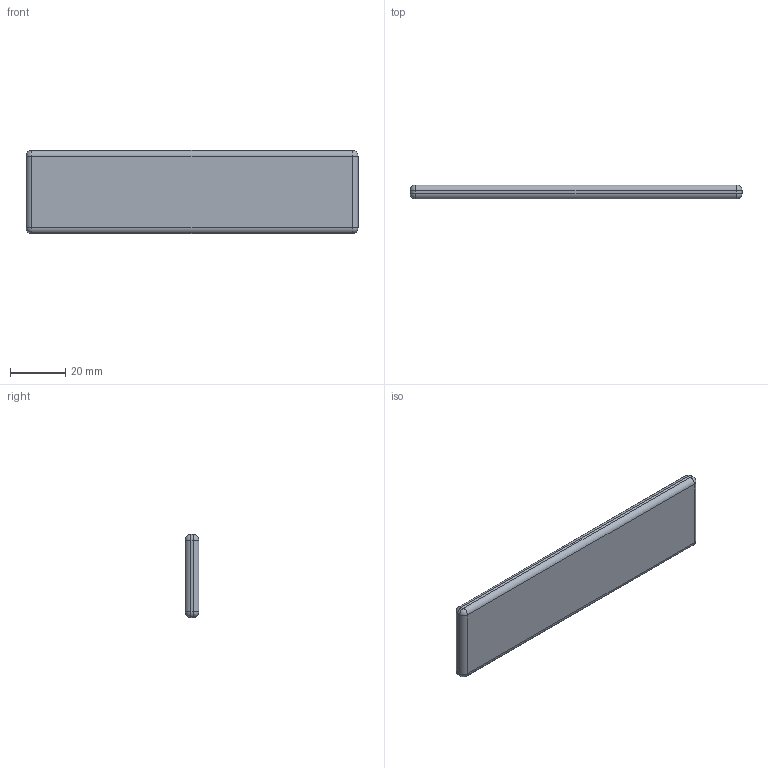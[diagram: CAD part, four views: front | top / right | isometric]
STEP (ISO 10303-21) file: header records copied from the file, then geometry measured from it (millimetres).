
FILE_DESCRIPTION ('Design a simple wave-shaped bookmark for 3D printing. Dimensions: 120mm length, 30mm width, 5mm thickness, with a gradual curve mimicking a gentle beach wave. Material: PLA plastic. Ensure smooth, rounded edges for safety and ease of use. Print in an upright position for strength.','2;1');
FILE_NAME('KittyCAD Text to CAD model','2024-01-21T03:42:27',('Author'),('KittyCAD'),'KittyCAD Text to CAD','text-to-cad.kittycad.io','Unknown');
FILE_SCHEMA(('AUTOMOTIVE_DESIGN { 1 0 10303 214 1 1 1 1 }'));
Length unit declared in the file: millimetre
Products named in the file (1): KittyCAD Text to CAD
Bounding box: 120 x 5 x 30 mm (x, y, z)
Volume: 17478.5 mm3; surface area: 8163.3 mm2
Topology: 1 solids, 1 shells, 26 faces, 56 edges, 24 vertices
Faces by surface type: cylinder 12, sphere 8, plane 6
Entity records: 1258 total; most frequent: DIRECTION 222, CARTESIAN_POINT 195, LINE 120, VECTOR 120, ORIENTED_EDGE 96, PCURVE 96, DEFINITIONAL_REPRESENTATION 96, AXIS2_PLACEMENT_3D 51
